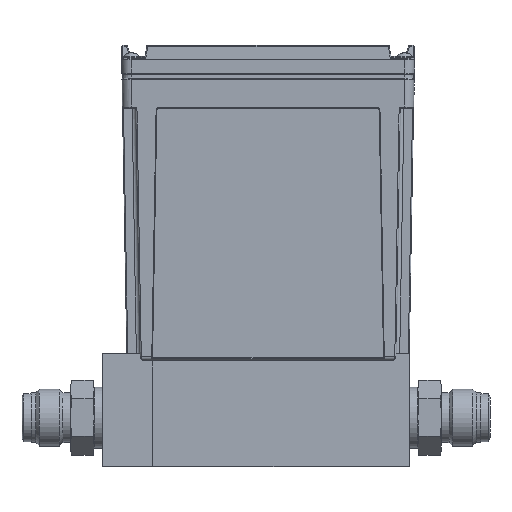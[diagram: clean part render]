
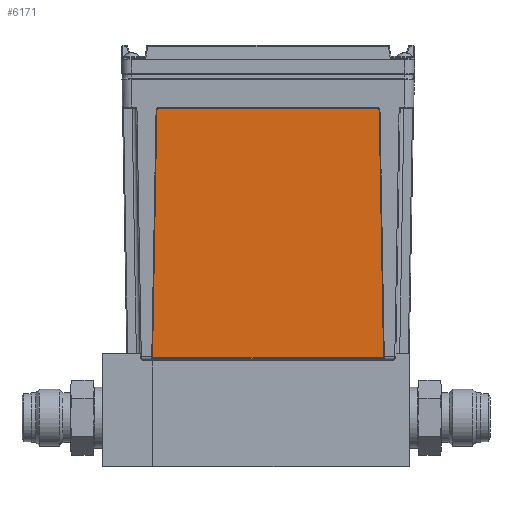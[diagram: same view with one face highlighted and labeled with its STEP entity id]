
A CAD part, top view. The second image highlights one B-rep face of the part: STEP entity #6171.
In plain terms, the highlighted planar face has unit normal (0, -0.018, 1).
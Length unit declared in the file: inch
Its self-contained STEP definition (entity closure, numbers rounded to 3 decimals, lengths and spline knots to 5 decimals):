
#520 = CIRCLE ( 'NONE', #3115, 0.02 ) ;
#2377 = EDGE_CURVE ( 'NONE', #41978, #42004, #37413, .T. ) ;
#2380 = EDGE_CURVE ( 'NONE', #41991, #42026, #37425, .T. ) ;
#2386 = EDGE_CURVE ( 'NONE', #41979, #42613, #37437, .T. ) ;
#2388 = EDGE_CURVE ( 'NONE', #42613, #41991, #37441, .T. ) ;
#2389 = EDGE_CURVE ( 'NONE', #42026, #41978, #37443, .T. ) ;
#2390 = EDGE_CURVE ( 'NONE', #42004, #42619, #37444, .T. ) ;
#2391 = EDGE_CURVE ( 'NONE', #42619, #42612, #37445, .T. ) ;
#2868 = EDGE_CURVE ( 'NONE', #42612, #41979, #520, .T. ) ;
#3015 = AXIS2_PLACEMENT_3D ( 'NONE', #18360, #18351, #18363 ) ;
#3016 = AXIS2_PLACEMENT_3D ( 'NONE', #18339, #18350, #18357 ) ;
#3017 = AXIS2_PLACEMENT_3D ( 'NONE', #18336, #18330, #18359 ) ;
#3115 = AXIS2_PLACEMENT_3D ( 'NONE', #4357, #4358, #4359 ) ;
#4357 = CARTESIAN_POINT ( 'NONE',  ( -2.74315, 0.82953, 0.96338 ) ) ;
#4358 = DIRECTION ( 'NONE',  ( 0., -0.017, 1. ) ) ;
#4359 = DIRECTION ( 'NONE',  ( 1., 0., 0. ) ) ;
#6171 = ADVANCED_FACE ( 'NONE', ( #21884 ), #20869, .T. ) ;
#11814 = DIRECTION ( 'NONE',  ( -1., 0., 0. ) ) ;
#11869 = CARTESIAN_POINT ( 'NONE',  ( 0.7235, 4.63895, 1.02987 ) ) ;
#11881 = CARTESIAN_POINT ( 'NONE',  ( 0.7905, 0.80953, 0.96303 ) ) ;
#15756 = AXIS2_PLACEMENT_3D ( 'NONE', #20890, #20891, #20892 ) ;
#18324 = DIRECTION ( 'NONE',  ( -0.017, -1., -0.017 ) ) ;
#18326 = CARTESIAN_POINT ( 'NONE',  ( -2.6965, 4.63895, 1.02987 ) ) ;
#18330 = DIRECTION ( 'NONE',  ( 0., -0.017, 1. ) ) ;
#18336 = CARTESIAN_POINT ( 'NONE',  ( -2.67685, 4.61895, 1.02953 ) ) ;
#18339 = CARTESIAN_POINT ( 'NONE',  ( 0.70385, 4.61895, 1.02953 ) ) ;
#18344 = DIRECTION ( 'NONE',  ( 1., 0., 0. ) ) ;
#18347 = DIRECTION ( 'NONE',  ( -0.017, 1., 0.017 ) ) ;
#18348 = CARTESIAN_POINT ( 'NONE',  ( -2.7635, 0.80953, 0.96303 ) ) ;
#18350 = DIRECTION ( 'NONE',  ( 0., -0.017, 1. ) ) ;
#18351 = DIRECTION ( 'NONE',  ( 0., -0.017, 1. ) ) ;
#18357 = DIRECTION ( 'NONE',  ( 1., 0., 0. ) ) ;
#18359 = DIRECTION ( 'NONE',  ( 1., 0., 0. ) ) ;
#18360 = CARTESIAN_POINT ( 'NONE',  ( 0.77015, 0.82953, 0.96338 ) ) ;
#18363 = DIRECTION ( 'NONE',  ( 1., 0., 0. ) ) ;
#20869 = PLANE ( 'NONE',  #15756 ) ;
#20890 = CARTESIAN_POINT ( 'NONE',  ( -0.9865, 4.63895, 1.02987 ) ) ;
#20891 = DIRECTION ( 'NONE',  ( 0., -0.017, 1. ) ) ;
#20892 = DIRECTION ( 'NONE',  ( 1., 0., 0. ) ) ;
#21884 = FACE_OUTER_BOUND ( 'NONE', #41778, .T. ) ;
#37413 = LINE ( 'NONE', #11869, #37422 ) ;
#37422 = VECTOR ( 'NONE', #11814, 39.37008 ) ;
#37425 = LINE ( 'NONE', #11881, #37428 ) ;
#37428 = VECTOR ( 'NONE', #18347, 39.37008 ) ;
#37437 = LINE ( 'NONE', #18348, #37440 ) ;
#37440 = VECTOR ( 'NONE', #18344, 39.37008 ) ;
#37441 = CIRCLE ( 'NONE', #3015, 0.02 ) ;
#37443 = CIRCLE ( 'NONE', #3016, 0.02 ) ;
#37444 = CIRCLE ( 'NONE', #3017, 0.02 ) ;
#37445 = LINE ( 'NONE', #18326, #37447 ) ;
#37447 = VECTOR ( 'NONE', #18324, 39.37008 ) ;
#39395 = CARTESIAN_POINT ( 'NONE',  ( 0.70385, 4.63895, 1.02987 ) ) ;
#39408 = CARTESIAN_POINT ( 'NONE',  ( -2.74315, 0.80953, 0.96303 ) ) ;
#39425 = CARTESIAN_POINT ( 'NONE',  ( 0.79014, 0.82988, 0.96339 ) ) ;
#39445 = CARTESIAN_POINT ( 'NONE',  ( -2.67685, 4.63895, 1.02987 ) ) ;
#39481 = CARTESIAN_POINT ( 'NONE',  ( 0.72384, 4.6193, 1.02953 ) ) ;
#39505 = CARTESIAN_POINT ( 'NONE',  ( -2.76314, 0.82988, 0.96339 ) ) ;
#39520 = CARTESIAN_POINT ( 'NONE',  ( 0.77015, 0.80953, 0.96303 ) ) ;
#39531 = CARTESIAN_POINT ( 'NONE',  ( -2.69684, 4.6193, 1.02953 ) ) ;
#39923 = ORIENTED_EDGE ( 'NONE', *, *, #2386, .T. ) ;
#39925 = ORIENTED_EDGE ( 'NONE', *, *, #2388, .T. ) ;
#39927 = ORIENTED_EDGE ( 'NONE', *, *, #2380, .T. ) ;
#39929 = ORIENTED_EDGE ( 'NONE', *, *, #2389, .T. ) ;
#39932 = ORIENTED_EDGE ( 'NONE', *, *, #2390, .T. ) ;
#39935 = ORIENTED_EDGE ( 'NONE', *, *, #2377, .T. ) ;
#39936 = ORIENTED_EDGE ( 'NONE', *, *, #2391, .T. ) ;
#39939 = ORIENTED_EDGE ( 'NONE', *, *, #2868, .T. ) ;
#41778 = EDGE_LOOP ( 'NONE', ( #39923, #39925, #39927, #39929, #39935, #39932, #39936, #39939 ) ) ;
#41978 = VERTEX_POINT ( 'NONE', #39395 ) ;
#41979 = VERTEX_POINT ( 'NONE', #39408 ) ;
#41991 = VERTEX_POINT ( 'NONE', #39425 ) ;
#42004 = VERTEX_POINT ( 'NONE', #39445 ) ;
#42026 = VERTEX_POINT ( 'NONE', #39481 ) ;
#42612 = VERTEX_POINT ( 'NONE', #39505 ) ;
#42613 = VERTEX_POINT ( 'NONE', #39520 ) ;
#42619 = VERTEX_POINT ( 'NONE', #39531 ) ;
